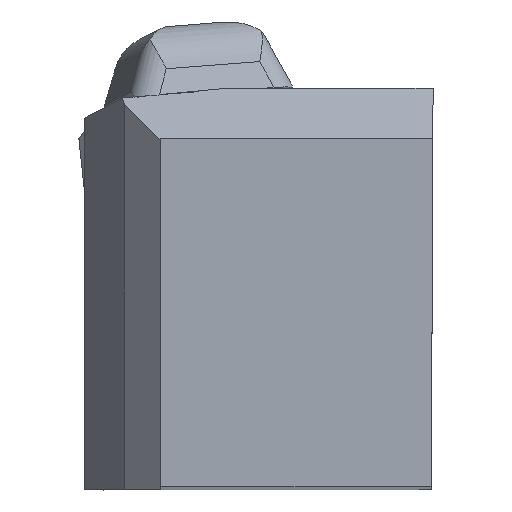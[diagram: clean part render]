
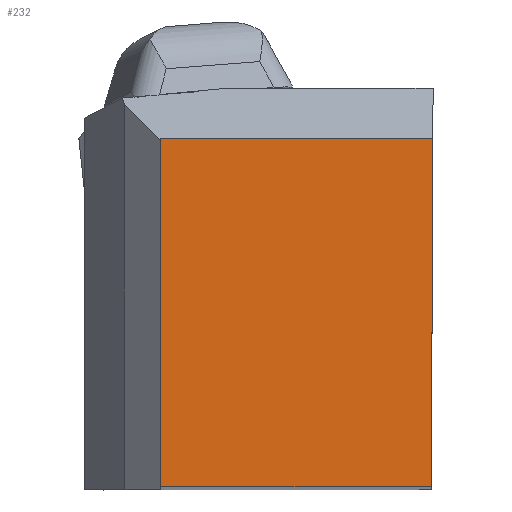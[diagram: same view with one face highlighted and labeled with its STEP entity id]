
A CAD part, top view. The second image highlights one B-rep face of the part: STEP entity #232.
In plain terms, the highlighted planar face has unit normal (0, 0, 1).
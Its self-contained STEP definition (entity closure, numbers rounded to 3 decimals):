
#157=FACE_OUTER_BOUND('',#376,.T.);
#232=ADVANCED_FACE('BLANK_BOXF006',(#157),#296,.F.);
#296=PLANE('',#1646);
#376=EDGE_LOOP('',(#626,#627,#628,#629));
#626=ORIENTED_EDGE('',*,*,#1109,.F.);
#627=ORIENTED_EDGE('',*,*,#1087,.F.);
#628=ORIENTED_EDGE('',*,*,#1108,.F.);
#629=ORIENTED_EDGE('',*,*,#1110,.F.);
#929=VERTEX_POINT('',#2386);
#930=VERTEX_POINT('',#2388);
#943=VERTEX_POINT('',#2426);
#944=VERTEX_POINT('',#2430);
#1087=EDGE_CURVE('',#929,#930,#1269,.T.);
#1108=EDGE_CURVE('',#943,#929,#1288,.T.);
#1109=EDGE_CURVE('',#930,#944,#1289,.T.);
#1110=EDGE_CURVE('',#944,#943,#1290,.T.);
#1269=LINE('',#2387,#1427);
#1288=LINE('',#2427,#1446);
#1289=LINE('',#2429,#1447);
#1290=LINE('',#2431,#1448);
#1427=VECTOR('',#1890,1.);
#1446=VECTOR('',#1923,1.);
#1447=VECTOR('',#1926,1.);
#1448=VECTOR('',#1927,1.);
#1646=AXIS2_PLACEMENT_3D('',#2432,#1928,#1929);
#1890=DIRECTION('',(-1.,0.,0.));
#1923=DIRECTION('',(-0.004,-1.,0.));
#1926=DIRECTION('',(0.,1.,0.));
#1927=DIRECTION('',(1.,0.,0.));
#1928=DIRECTION('',(0.,0.,-1.));
#1929=DIRECTION('',(-1.,0.,0.));
#2386=CARTESIAN_POINT('',(-0.139,0.,0.));
#2387=CARTESIAN_POINT('',(179.35,0.,0.));
#2388=CARTESIAN_POINT('',(-24.875,0.,0.));
#2426=CARTESIAN_POINT('',(0.,31.85,0.));
#2427=CARTESIAN_POINT('',(0.644,179.348,0.));
#2429=CARTESIAN_POINT('',(-24.875,-179.35,0.));
#2430=CARTESIAN_POINT('',(-24.875,31.85,0.));
#2431=CARTESIAN_POINT('',(-179.35,31.85,0.));
#2432=CARTESIAN_POINT('',(-40.35,-5.,0.));
